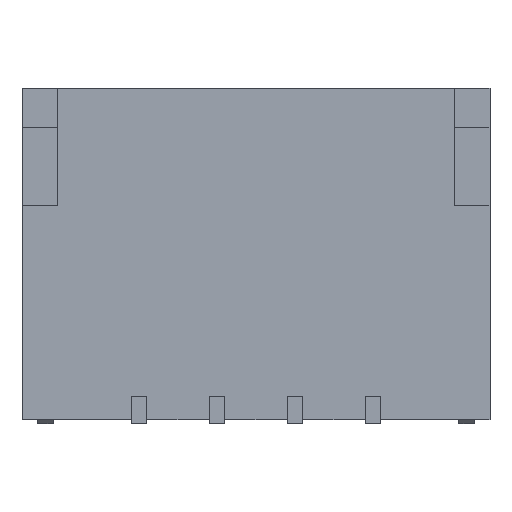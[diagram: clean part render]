
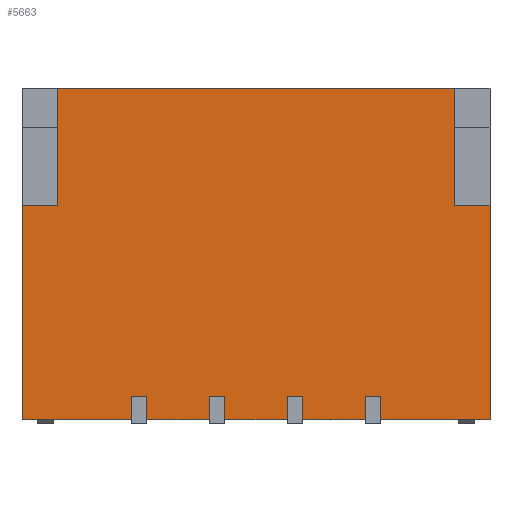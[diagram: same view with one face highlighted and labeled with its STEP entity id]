
A CAD part, front view. The second image highlights one B-rep face of the part: STEP entity #5663.
In plain terms, the highlighted planar face has unit normal (0, -1, 0).
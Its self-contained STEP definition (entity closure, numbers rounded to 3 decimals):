
#274=FACE_OUTER_BOUND('',#577,.T.);
#577=EDGE_LOOP('',(#4712,#4713,#4714,#4715,#4716,#4717,#4718,#4719,#4720,
#4721,#4722,#4723,#4724,#4725,#4726,#4727,#4728,#4729,#4730,#4731,#4732,
#4733,#4734,#4735));
#1091=LINE('',#8284,#1852);
#1163=LINE('',#8428,#1924);
#1174=LINE('',#8448,#1935);
#1179=LINE('',#8459,#1940);
#1183=LINE('',#8467,#1944);
#1187=LINE('',#8475,#1948);
#1191=LINE('',#8483,#1952);
#1195=LINE('',#8491,#1956);
#1197=LINE('',#8494,#1958);
#1284=LINE('',#8670,#2045);
#1293=LINE('',#8687,#2054);
#1295=LINE('',#8693,#2056);
#1296=LINE('',#8695,#2057);
#1297=LINE('',#8696,#2058);
#1298=LINE('',#8698,#2059);
#1299=LINE('',#8700,#2060);
#1300=LINE('',#8701,#2061);
#1301=LINE('',#8703,#2062);
#1302=LINE('',#8705,#2063);
#1303=LINE('',#8706,#2064);
#1304=LINE('',#8708,#2065);
#1305=LINE('',#8710,#2066);
#1306=LINE('',#8711,#2067);
#1307=LINE('',#8712,#2068);
#1852=VECTOR('',#6810,5.1);
#1924=VECTOR('',#6930,0.45);
#1935=VECTOR('',#6949,1.5);
#1940=VECTOR('',#6956,1.4);
#1944=VECTOR('',#6960,0.8);
#1948=VECTOR('',#6964,0.8);
#1952=VECTOR('',#6968,0.8);
#1956=VECTOR('',#6972,1.4);
#1958=VECTOR('',#6976,2.75);
#2045=VECTOR('',#7119,0.45);
#2054=VECTOR('',#7136,1.5);
#2056=VECTOR('',#7144,0.3);
#2057=VECTOR('',#7145,0.2);
#2058=VECTOR('',#7146,0.3);
#2059=VECTOR('',#7147,0.3);
#2060=VECTOR('',#7148,0.2);
#2061=VECTOR('',#7149,0.3);
#2062=VECTOR('',#7150,0.3);
#2063=VECTOR('',#7151,0.2);
#2064=VECTOR('',#7152,0.3);
#2065=VECTOR('',#7153,0.3);
#2066=VECTOR('',#7154,0.2);
#2067=VECTOR('',#7155,0.3);
#2068=VECTOR('',#7156,2.75);
#2462=VERTEX_POINT('',#8281);
#2463=VERTEX_POINT('',#8283);
#2509=VERTEX_POINT('',#8424);
#2511=VERTEX_POINT('',#8427);
#2520=VERTEX_POINT('',#8456);
#2521=VERTEX_POINT('',#8458);
#2524=VERTEX_POINT('',#8464);
#2525=VERTEX_POINT('',#8466);
#2528=VERTEX_POINT('',#8472);
#2529=VERTEX_POINT('',#8474);
#2532=VERTEX_POINT('',#8480);
#2533=VERTEX_POINT('',#8482);
#2536=VERTEX_POINT('',#8488);
#2537=VERTEX_POINT('',#8490);
#2596=VERTEX_POINT('',#8664);
#2598=VERTEX_POINT('',#8668);
#2603=VERTEX_POINT('',#8692);
#2604=VERTEX_POINT('',#8694);
#2605=VERTEX_POINT('',#8697);
#2606=VERTEX_POINT('',#8699);
#2607=VERTEX_POINT('',#8702);
#2608=VERTEX_POINT('',#8704);
#2609=VERTEX_POINT('',#8707);
#2610=VERTEX_POINT('',#8709);
#3121=EDGE_CURVE('',#2463,#2462,#1091,.T.);
#3193=EDGE_CURVE('',#2511,#2509,#1163,.T.);
#3204=EDGE_CURVE('',#2462,#2511,#1174,.T.);
#3209=EDGE_CURVE('',#2520,#2521,#1179,.T.);
#3213=EDGE_CURVE('',#2524,#2525,#1183,.T.);
#3217=EDGE_CURVE('',#2528,#2529,#1187,.T.);
#3221=EDGE_CURVE('',#2532,#2533,#1191,.T.);
#3225=EDGE_CURVE('',#2536,#2537,#1195,.T.);
#3227=EDGE_CURVE('',#2537,#2509,#1197,.T.);
#3314=EDGE_CURVE('',#2596,#2598,#1284,.T.);
#3323=EDGE_CURVE('',#2598,#2463,#1293,.T.);
#3325=EDGE_CURVE('',#2603,#2536,#1295,.T.);
#3326=EDGE_CURVE('',#2604,#2603,#1296,.T.);
#3327=EDGE_CURVE('',#2533,#2604,#1297,.T.);
#3328=EDGE_CURVE('',#2605,#2532,#1298,.T.);
#3329=EDGE_CURVE('',#2606,#2605,#1299,.T.);
#3330=EDGE_CURVE('',#2529,#2606,#1300,.T.);
#3331=EDGE_CURVE('',#2607,#2528,#1301,.T.);
#3332=EDGE_CURVE('',#2608,#2607,#1302,.T.);
#3333=EDGE_CURVE('',#2525,#2608,#1303,.T.);
#3334=EDGE_CURVE('',#2609,#2524,#1304,.T.);
#3335=EDGE_CURVE('',#2610,#2609,#1305,.T.);
#3336=EDGE_CURVE('',#2521,#2610,#1306,.T.);
#3337=EDGE_CURVE('',#2596,#2520,#1307,.T.);
#4712=ORIENTED_EDGE('',*,*,#3193,.T.);
#4713=ORIENTED_EDGE('',*,*,#3227,.F.);
#4714=ORIENTED_EDGE('',*,*,#3225,.F.);
#4715=ORIENTED_EDGE('',*,*,#3325,.F.);
#4716=ORIENTED_EDGE('',*,*,#3326,.F.);
#4717=ORIENTED_EDGE('',*,*,#3327,.F.);
#4718=ORIENTED_EDGE('',*,*,#3221,.F.);
#4719=ORIENTED_EDGE('',*,*,#3328,.F.);
#4720=ORIENTED_EDGE('',*,*,#3329,.F.);
#4721=ORIENTED_EDGE('',*,*,#3330,.F.);
#4722=ORIENTED_EDGE('',*,*,#3217,.F.);
#4723=ORIENTED_EDGE('',*,*,#3331,.F.);
#4724=ORIENTED_EDGE('',*,*,#3332,.F.);
#4725=ORIENTED_EDGE('',*,*,#3333,.F.);
#4726=ORIENTED_EDGE('',*,*,#3213,.F.);
#4727=ORIENTED_EDGE('',*,*,#3334,.F.);
#4728=ORIENTED_EDGE('',*,*,#3335,.F.);
#4729=ORIENTED_EDGE('',*,*,#3336,.F.);
#4730=ORIENTED_EDGE('',*,*,#3209,.F.);
#4731=ORIENTED_EDGE('',*,*,#3337,.F.);
#4732=ORIENTED_EDGE('',*,*,#3314,.T.);
#4733=ORIENTED_EDGE('',*,*,#3323,.T.);
#4734=ORIENTED_EDGE('',*,*,#3121,.T.);
#4735=ORIENTED_EDGE('',*,*,#3204,.T.);
#5174=PLANE('',#5948);
#5663=ADVANCED_FACE('',(#274),#5174,.T.);
#5948=AXIS2_PLACEMENT_3D('',#8691,#7142,#7143);
#6810=DIRECTION('',(-1.,0.,0.));
#6930=DIRECTION('',(-1.,0.,0.));
#6949=DIRECTION('',(0.,0.,-1.));
#6956=DIRECTION('',(-1.,0.,0.));
#6960=DIRECTION('',(-1.,0.,0.));
#6964=DIRECTION('',(-1.,0.,0.));
#6968=DIRECTION('',(-1.,0.,0.));
#6972=DIRECTION('',(-1.,0.,0.));
#6976=DIRECTION('',(0.,0.,1.));
#7119=DIRECTION('',(-1.,0.,0.));
#7136=DIRECTION('',(0.,0.,1.));
#7142=DIRECTION('center_axis',(0.,-1.,0.));
#7143=DIRECTION('ref_axis',(0.,0.,-1.));
#7144=DIRECTION('',(0.,0.,-1.));
#7145=DIRECTION('',(-1.,0.,0.));
#7146=DIRECTION('',(0.,0.,1.));
#7147=DIRECTION('',(0.,0.,-1.));
#7148=DIRECTION('',(-1.,0.,0.));
#7149=DIRECTION('',(0.,0.,1.));
#7150=DIRECTION('',(0.,0.,-1.));
#7151=DIRECTION('',(-1.,0.,0.));
#7152=DIRECTION('',(0.,0.,1.));
#7153=DIRECTION('',(0.,0.,-1.));
#7154=DIRECTION('',(-1.,0.,0.));
#7155=DIRECTION('',(0.,0.,1.));
#7156=DIRECTION('',(0.,0.,-1.));
#8281=CARTESIAN_POINT('',(-2.55,0.05,4.25));
#8283=CARTESIAN_POINT('',(2.55,0.05,4.25));
#8284=CARTESIAN_POINT('',(0.,0.05,4.25));
#8424=CARTESIAN_POINT('',(-3.,0.05,2.75));
#8427=CARTESIAN_POINT('',(-2.55,0.05,2.75));
#8428=CARTESIAN_POINT('',(-1.5,0.05,2.75));
#8448=CARTESIAN_POINT('',(-2.55,0.05,3.958));
#8456=CARTESIAN_POINT('',(3.,0.05,0.));
#8458=CARTESIAN_POINT('',(1.6,0.05,0.));
#8459=CARTESIAN_POINT('',(0.,0.05,0.));
#8464=CARTESIAN_POINT('',(1.4,0.05,0.));
#8466=CARTESIAN_POINT('',(0.6,0.05,0.));
#8467=CARTESIAN_POINT('',(0.,0.05,0.));
#8472=CARTESIAN_POINT('',(0.4,0.05,0.));
#8474=CARTESIAN_POINT('',(-0.4,0.05,0.));
#8475=CARTESIAN_POINT('',(0.,0.05,0.));
#8480=CARTESIAN_POINT('',(-0.6,0.05,0.));
#8482=CARTESIAN_POINT('',(-1.4,0.05,0.));
#8483=CARTESIAN_POINT('',(0.,0.05,0.));
#8488=CARTESIAN_POINT('',(-1.6,0.05,0.));
#8490=CARTESIAN_POINT('',(-3.,0.05,0.));
#8491=CARTESIAN_POINT('',(0.,0.05,0.));
#8494=CARTESIAN_POINT('',(-3.,0.05,0.));
#8664=CARTESIAN_POINT('',(3.,0.05,2.75));
#8668=CARTESIAN_POINT('',(2.55,0.05,2.75));
#8670=CARTESIAN_POINT('',(1.5,0.05,2.75));
#8687=CARTESIAN_POINT('',(2.55,0.05,3.958));
#8691=CARTESIAN_POINT('Origin',(0.,0.05,4.25));
#8692=CARTESIAN_POINT('',(-1.6,0.05,0.3));
#8693=CARTESIAN_POINT('',(-1.6,0.05,2.541));
#8694=CARTESIAN_POINT('',(-1.4,0.05,0.3));
#8695=CARTESIAN_POINT('',(-0.75,0.05,0.3));
#8696=CARTESIAN_POINT('',(-1.4,0.05,2.541));
#8697=CARTESIAN_POINT('',(-0.6,0.05,0.3));
#8698=CARTESIAN_POINT('',(-0.6,0.05,2.541));
#8699=CARTESIAN_POINT('',(-0.4,0.05,0.3));
#8700=CARTESIAN_POINT('',(-0.25,0.05,0.3));
#8701=CARTESIAN_POINT('',(-0.4,0.05,2.541));
#8702=CARTESIAN_POINT('',(0.4,0.05,0.3));
#8703=CARTESIAN_POINT('',(0.4,0.05,2.541));
#8704=CARTESIAN_POINT('',(0.6,0.05,0.3));
#8705=CARTESIAN_POINT('',(0.25,0.05,0.3));
#8706=CARTESIAN_POINT('',(0.6,0.05,2.541));
#8707=CARTESIAN_POINT('',(1.4,0.05,0.3));
#8708=CARTESIAN_POINT('',(1.4,0.05,2.541));
#8709=CARTESIAN_POINT('',(1.6,0.05,0.3));
#8710=CARTESIAN_POINT('',(0.75,0.05,0.3));
#8711=CARTESIAN_POINT('',(1.6,0.05,2.541));
#8712=CARTESIAN_POINT('',(3.,0.05,0.));
